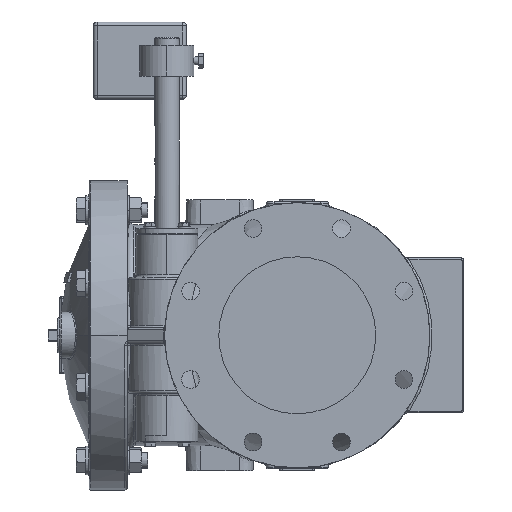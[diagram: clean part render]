
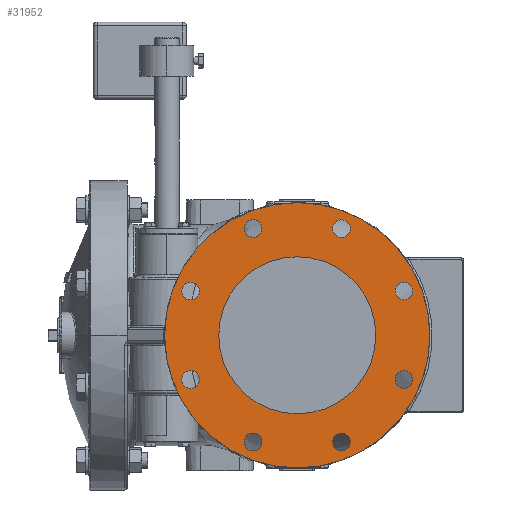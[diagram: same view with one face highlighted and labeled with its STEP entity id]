
A CAD part, left-side view. The second image highlights one B-rep face of the part: STEP entity #31952.
In plain terms, the highlighted planar face has unit normal (-1, 0, 0).
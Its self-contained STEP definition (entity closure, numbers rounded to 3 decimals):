
#2874=CARTESIAN_POINT('',(-9.744,0.,0.));
#2875=DIRECTION('',(1.,0.,0.));
#2876=DIRECTION('',(0.,-1.,0.));
#2877=AXIS2_PLACEMENT_3D('',#2874,#2875,#2876);
#2947=CARTESIAN_POINT('',(-9.744,-2.249,
-5.429));
#2948=DIRECTION('',(-1.,0.,0.));
#2949=DIRECTION('',(0.,-1.,0.));
#2950=AXIS2_PLACEMENT_3D('',#2947,#2948,#2949);
#2952=CARTESIAN_POINT('',(-9.744,-2.249,
-5.429));
#2953=DIRECTION('',(-1.,0.,0.));
#2954=DIRECTION('',(0.,1.,0.));
#2955=AXIS2_PLACEMENT_3D('',#2952,#2953,#2954);
#2957=CARTESIAN_POINT('',(-9.744,-5.429,
-2.249));
#2958=DIRECTION('',(-1.,0.,0.));
#2959=DIRECTION('',(0.,-0.707,0.707));
#2960=AXIS2_PLACEMENT_3D('',#2957,#2958,#2959);
#2962=CARTESIAN_POINT('',(-9.744,-5.429,
-2.249));
#2963=DIRECTION('',(-1.,0.,0.));
#2964=DIRECTION('',(0.,0.707,-0.707));
#2965=AXIS2_PLACEMENT_3D('',#2962,#2963,#2964);
#2967=CARTESIAN_POINT('',(-9.744,-5.429,
2.249));
#2968=DIRECTION('',(-1.,0.,0.));
#2969=DIRECTION('',(0.,0.,1.));
#2970=AXIS2_PLACEMENT_3D('',#2967,#2968,#2969);
#2972=CARTESIAN_POINT('',(-9.744,-5.429,
2.249));
#2973=DIRECTION('',(-1.,0.,0.));
#2974=DIRECTION('',(0.,0.,-1.));
#2975=AXIS2_PLACEMENT_3D('',#2972,#2973,#2974);
#2977=CARTESIAN_POINT('',(-9.744,-2.249,
5.429));
#2978=DIRECTION('',(-1.,0.,0.));
#2979=DIRECTION('',(0.,0.707,0.707));
#2980=AXIS2_PLACEMENT_3D('',#2977,#2978,#2979);
#2982=CARTESIAN_POINT('',(-9.744,-2.249,
5.429));
#2983=DIRECTION('',(-1.,0.,0.));
#2984=DIRECTION('',(0.,-0.707,-0.707));
#2985=AXIS2_PLACEMENT_3D('',#2982,#2983,#2984);
#2987=CARTESIAN_POINT('',(-9.744,2.249,5.429));
#2988=DIRECTION('',(-1.,0.,0.));
#2989=DIRECTION('',(0.,1.,0.));
#2990=AXIS2_PLACEMENT_3D('',#2987,#2988,#2989);
#2992=CARTESIAN_POINT('',(-9.744,2.249,5.429));
#2993=DIRECTION('',(-1.,0.,0.));
#2994=DIRECTION('',(0.,-1.,0.));
#2995=AXIS2_PLACEMENT_3D('',#2992,#2993,#2994);
#2997=CARTESIAN_POINT('',(-9.744,5.429,2.249));
#2998=DIRECTION('',(-1.,0.,0.));
#2999=DIRECTION('',(0.,0.707,-0.707));
#3000=AXIS2_PLACEMENT_3D('',#2997,#2998,#2999);
#3002=CARTESIAN_POINT('',(-9.744,5.429,2.249));
#3003=DIRECTION('',(-1.,0.,0.));
#3004=DIRECTION('',(0.,-0.707,0.707));
#3005=AXIS2_PLACEMENT_3D('',#3002,#3003,#3004);
#3007=CARTESIAN_POINT('',(-9.744,5.429,
-2.249));
#3008=DIRECTION('',(-1.,0.,0.));
#3009=DIRECTION('',(0.,0.,-1.));
#3010=AXIS2_PLACEMENT_3D('',#3007,#3008,#3009);
#3012=CARTESIAN_POINT('',(-9.744,5.429,
-2.249));
#3013=DIRECTION('',(-1.,0.,0.));
#3014=DIRECTION('',(0.,0.,1.));
#3015=AXIS2_PLACEMENT_3D('',#3012,#3013,#3014);
#3017=CARTESIAN_POINT('',(-9.744,2.249,
-5.429));
#3018=DIRECTION('',(-1.,0.,0.));
#3019=DIRECTION('',(0.,-0.707,-0.707));
#3020=AXIS2_PLACEMENT_3D('',#3017,#3018,#3019);
#3022=CARTESIAN_POINT('',(-9.744,2.249,
-5.429));
#3023=DIRECTION('',(-1.,0.,0.));
#3024=DIRECTION('',(0.,0.707,0.707));
#3025=AXIS2_PLACEMENT_3D('',#3022,#3023,#3024);
#3027=CARTESIAN_POINT('',(-9.744,0.,0.));
#3028=DIRECTION('',(1.,0.,0.));
#3029=DIRECTION('',(0.,1.,0.));
#3030=AXIS2_PLACEMENT_3D('',#3027,#3028,#3029);
#3284=CARTESIAN_POINT('',(-9.744,0.,0.));
#3285=DIRECTION('',(1.,0.,0.));
#3286=DIRECTION('',(0.,-1.,0.));
#3287=AXIS2_PLACEMENT_3D('',#3284,#3285,#3286);
#3298=CARTESIAN_POINT('',(-9.744,0.,0.));
#3299=DIRECTION('',(1.,0.,0.));
#3300=DIRECTION('',(0.,1.,0.));
#3301=AXIS2_PLACEMENT_3D('',#3298,#3299,#3300);
#26600=CARTESIAN_POINT('',(-9.744,-3.996,0.));
#26601=CARTESIAN_POINT('',(-9.744,3.996,0.));
#26602=VERTEX_POINT('',#26600);
#26603=VERTEX_POINT('',#26601);
#26604=CARTESIAN_POINT('',(-9.744,-6.752,0.));
#26605=CARTESIAN_POINT('',(-9.744,6.752,0.));
#26606=VERTEX_POINT('',#26604);
#26607=VERTEX_POINT('',#26605);
#26662=CARTESIAN_POINT('',(-9.744,-2.701,
-5.429));
#26663=CARTESIAN_POINT('',(-9.744,-1.796,
-5.429));
#26664=VERTEX_POINT('',#26662);
#26665=VERTEX_POINT('',#26663);
#26670=CARTESIAN_POINT('',(-9.744,-5.749,
-1.928));
#26671=CARTESIAN_POINT('',(-9.744,-5.109,
-2.569));
#26672=VERTEX_POINT('',#26670);
#26673=VERTEX_POINT('',#26671);
#26678=CARTESIAN_POINT('',(-9.744,-5.429,
2.701));
#26679=CARTESIAN_POINT('',(-9.744,-5.429,
1.796));
#26680=VERTEX_POINT('',#26678);
#26681=VERTEX_POINT('',#26679);
#26686=CARTESIAN_POINT('',(-9.744,-1.928,
5.749));
#26687=CARTESIAN_POINT('',(-9.744,-2.569,
5.109));
#26688=VERTEX_POINT('',#26686);
#26689=VERTEX_POINT('',#26687);
#27016=CARTESIAN_POINT('',(-9.744,2.701,
5.429));
#27017=CARTESIAN_POINT('',(-9.744,1.796,
5.429));
#27018=VERTEX_POINT('',#27016);
#27019=VERTEX_POINT('',#27017);
#27024=CARTESIAN_POINT('',(-9.744,5.749,
1.928));
#27025=CARTESIAN_POINT('',(-9.744,5.109,
2.569));
#27026=VERTEX_POINT('',#27024);
#27027=VERTEX_POINT('',#27025);
#27032=CARTESIAN_POINT('',(-9.744,5.429,
-2.701));
#27033=CARTESIAN_POINT('',(-9.744,5.429,
-1.796));
#27034=VERTEX_POINT('',#27032);
#27035=VERTEX_POINT('',#27033);
#27040=CARTESIAN_POINT('',(-9.744,1.928,
-5.749));
#27041=CARTESIAN_POINT('',(-9.744,2.569,
-5.109));
#27042=VERTEX_POINT('',#27040);
#27043=VERTEX_POINT('',#27041);
#31888=CARTESIAN_POINT('',(-9.744,0.,0.));
#31889=DIRECTION('',(1.,0.,0.));
#31890=DIRECTION('',(0.,-1.,0.));
#31891=AXIS2_PLACEMENT_3D('',#31888,#31889,#31890);
#31892=PLANE('',#31891);
#31893=ORIENTED_EDGE('',*,*,#31861,.T.);
#31895=ORIENTED_EDGE('',*,*,#31894,.T.);
#31896=EDGE_LOOP('',(#31893,#31895));
#31897=FACE_OUTER_BOUND('',#31896,.F.);
#31899=ORIENTED_EDGE('',*,*,#31898,.F.);
#31901=ORIENTED_EDGE('',*,*,#31900,.F.);
#31902=EDGE_LOOP('',(#31899,#31901));
#31903=FACE_BOUND('',#31902,.F.);
#31905=ORIENTED_EDGE('',*,*,#31904,.T.);
#31907=ORIENTED_EDGE('',*,*,#31906,.T.);
#31908=EDGE_LOOP('',(#31905,#31907));
#31909=FACE_BOUND('',#31908,.F.);
#31911=ORIENTED_EDGE('',*,*,#31910,.T.);
#31913=ORIENTED_EDGE('',*,*,#31912,.T.);
#31914=EDGE_LOOP('',(#31911,#31913));
#31915=FACE_BOUND('',#31914,.F.);
#31917=ORIENTED_EDGE('',*,*,#31916,.T.);
#31919=ORIENTED_EDGE('',*,*,#31918,.T.);
#31920=EDGE_LOOP('',(#31917,#31919));
#31921=FACE_BOUND('',#31920,.F.);
#31923=ORIENTED_EDGE('',*,*,#31922,.T.);
#31925=ORIENTED_EDGE('',*,*,#31924,.T.);
#31926=EDGE_LOOP('',(#31923,#31925));
#31927=FACE_BOUND('',#31926,.F.);
#31929=ORIENTED_EDGE('',*,*,#31928,.T.);
#31931=ORIENTED_EDGE('',*,*,#31930,.T.);
#31932=EDGE_LOOP('',(#31929,#31931));
#31933=FACE_BOUND('',#31932,.F.);
#31935=ORIENTED_EDGE('',*,*,#31934,.T.);
#31937=ORIENTED_EDGE('',*,*,#31936,.T.);
#31938=EDGE_LOOP('',(#31935,#31937));
#31939=FACE_BOUND('',#31938,.F.);
#31941=ORIENTED_EDGE('',*,*,#31940,.T.);
#31943=ORIENTED_EDGE('',*,*,#31942,.T.);
#31944=EDGE_LOOP('',(#31941,#31943));
#31945=FACE_BOUND('',#31944,.F.);
#31947=ORIENTED_EDGE('',*,*,#31946,.T.);
#31949=ORIENTED_EDGE('',*,*,#31948,.T.);
#31950=EDGE_LOOP('',(#31947,#31949));
#31951=FACE_BOUND('',#31950,.F.);
#2878=CIRCLE('',#2877,6.752);
#2951=CIRCLE('',#2950,0.453);
#2956=CIRCLE('',#2955,0.453);
#2961=CIRCLE('',#2960,0.453);
#2966=CIRCLE('',#2965,0.453);
#2971=CIRCLE('',#2970,0.453);
#2976=CIRCLE('',#2975,0.453);
#2981=CIRCLE('',#2980,0.453);
#2986=CIRCLE('',#2985,0.453);
#2991=CIRCLE('',#2990,0.453);
#2996=CIRCLE('',#2995,0.453);
#3001=CIRCLE('',#3000,0.453);
#3006=CIRCLE('',#3005,0.453);
#3011=CIRCLE('',#3010,0.453);
#3016=CIRCLE('',#3015,0.453);
#3021=CIRCLE('',#3020,0.453);
#3026=CIRCLE('',#3025,0.453);
#3031=CIRCLE('',#3030,6.752);
#3288=CIRCLE('',#3287,3.996);
#3302=CIRCLE('',#3301,3.996);
#31861=EDGE_CURVE('',#26606,#26607,#2878,.T.);
#31894=EDGE_CURVE('',#26607,#26606,#3031,.T.);
#31898=EDGE_CURVE('',#26602,#26603,#3288,.T.);
#31900=EDGE_CURVE('',#26603,#26602,#3302,.T.);
#31904=EDGE_CURVE('',#26664,#26665,#2951,.T.);
#31906=EDGE_CURVE('',#26665,#26664,#2956,.T.);
#31910=EDGE_CURVE('',#26672,#26673,#2961,.T.);
#31912=EDGE_CURVE('',#26673,#26672,#2966,.T.);
#31916=EDGE_CURVE('',#26680,#26681,#2971,.T.);
#31918=EDGE_CURVE('',#26681,#26680,#2976,.T.);
#31922=EDGE_CURVE('',#26688,#26689,#2981,.T.);
#31924=EDGE_CURVE('',#26689,#26688,#2986,.T.);
#31928=EDGE_CURVE('',#27018,#27019,#2991,.T.);
#31930=EDGE_CURVE('',#27019,#27018,#2996,.T.);
#31934=EDGE_CURVE('',#27026,#27027,#3001,.T.);
#31936=EDGE_CURVE('',#27027,#27026,#3006,.T.);
#31940=EDGE_CURVE('',#27034,#27035,#3011,.T.);
#31942=EDGE_CURVE('',#27035,#27034,#3016,.T.);
#31946=EDGE_CURVE('',#27042,#27043,#3021,.T.);
#31948=EDGE_CURVE('',#27043,#27042,#3026,.T.);
#31952=ADVANCED_FACE('',(#31897,#31903,#31909,#31915,#31921,#31927,#31933,
#31939,#31945,#31951),#31892,.F.);
